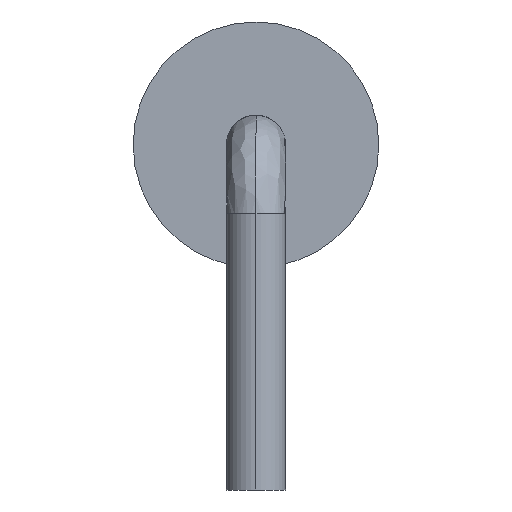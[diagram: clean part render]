
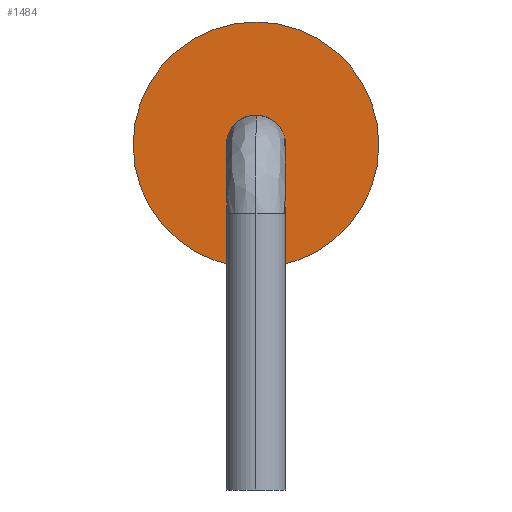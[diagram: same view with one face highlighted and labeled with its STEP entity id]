
A CAD part, left-side view. The second image highlights one B-rep face of the part: STEP entity #1484.
In plain terms, the highlighted planar face has unit normal (-1, 0, 0).
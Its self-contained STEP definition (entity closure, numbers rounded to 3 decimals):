
#97 = VERTEX_POINT ( 'NONE', #523 ) ;
#119 = VERTEX_POINT ( 'NONE', #261 ) ;
#231 = DIRECTION ( 'NONE',  ( 0., 0., -1. ) ) ;
#255 = EDGE_LOOP ( 'NONE', ( #425, #429 ) ) ;
#261 = CARTESIAN_POINT ( 'NONE',  ( 2.5, 0., 2.78 ) ) ;
#425 = ORIENTED_EDGE ( 'NONE', *, *, #1577, .F. ) ;
#429 = ORIENTED_EDGE ( 'NONE', *, *, #1556, .F. ) ;
#523 = CARTESIAN_POINT ( 'NONE',  ( 2.5, 0., -0.78 ) ) ;
#698 = DIRECTION ( 'NONE',  ( 1., 0., 0. ) ) ;
#701 = PLANE ( 'NONE',  #1950 ) ;
#703 = CARTESIAN_POINT ( 'NONE',  ( 2.5, 0., 1. ) ) ;
#899 = AXIS2_PLACEMENT_3D ( 'NONE', #1420, #1440, #1444 ) ;
#958 = AXIS2_PLACEMENT_3D ( 'NONE', #1183, #1175, #1191 ) ;
#1175 = DIRECTION ( 'NONE',  ( 1., 0., 0. ) ) ;
#1183 = CARTESIAN_POINT ( 'NONE',  ( 2.5, 0., 1. ) ) ;
#1191 = DIRECTION ( 'NONE',  ( 0., 0., -1. ) ) ;
#1420 = CARTESIAN_POINT ( 'NONE',  ( 2.5, 0., 1. ) ) ;
#1440 = DIRECTION ( 'NONE',  ( 1., 0., 0. ) ) ;
#1444 = DIRECTION ( 'NONE',  ( 0., 0., -1. ) ) ;
#1484 = ADVANCED_FACE ( 'NONE', ( #1860 ), #701, .F. ) ;
#1500 = CIRCLE ( 'NONE', #899, 1.78 ) ;
#1556 = EDGE_CURVE ( 'NONE', #119, #97, #1598, .T. ) ;
#1577 = EDGE_CURVE ( 'NONE', #97, #119, #1500, .T. ) ;
#1598 = CIRCLE ( 'NONE', #958, 1.78 ) ;
#1860 = FACE_OUTER_BOUND ( 'NONE', #255, .T. ) ;
#1950 = AXIS2_PLACEMENT_3D ( 'NONE', #703, #698, #231 ) ;
